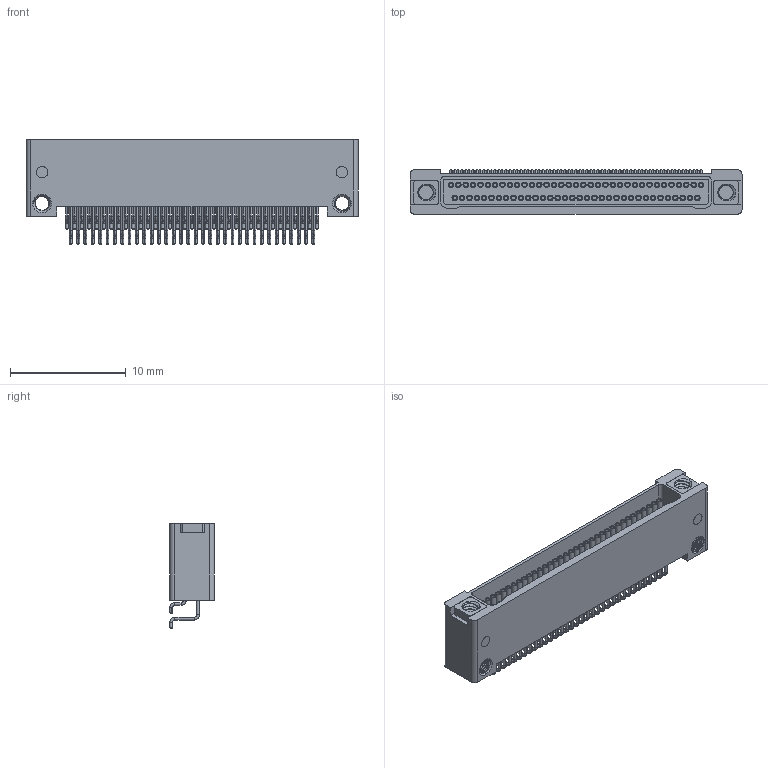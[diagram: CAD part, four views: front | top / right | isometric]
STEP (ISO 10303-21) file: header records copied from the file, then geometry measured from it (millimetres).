
FILE_DESCRIPTION((''),'2;1');
FILE_NAME('J63A-2D2-069-221-TH','2026-02-02T',('gongcheng6'),(''),'PRO/ENGINEER BY PARAMETRIC TECHNOLOGY CORPORATION, 2010280','PRO/ENGINEER BY PARAMETRIC TECHNOLOGY CORPORATION, 2010280','');
FILE_SCHEMA(('CONFIG_CONTROL_DESIGN'));
Products named in the file (1): J63A-2D2-069-221-TH
Bounding box: 28.68 x 3.87 x 9.03 mm (x, y, z)
Volume: 438.8 mm3; surface area: 1517.4 mm2
Topology: 1 solids, 1 shells, 1572 faces, 3563 edges, 2214 vertices
Faces by surface type: cylinder 870, torus 276, plane 266, cone 152, bspline 8
Entity records: 63161 total; most frequent: CARTESIAN_POINT 26581, DIRECTION 8505, ORIENTED_EDGE 7126, AXIS2_PLACEMENT_3D 3680, EDGE_CURVE 3563, VERTEX_POINT 2214, CIRCLE 2116, EDGE_LOOP 1797
